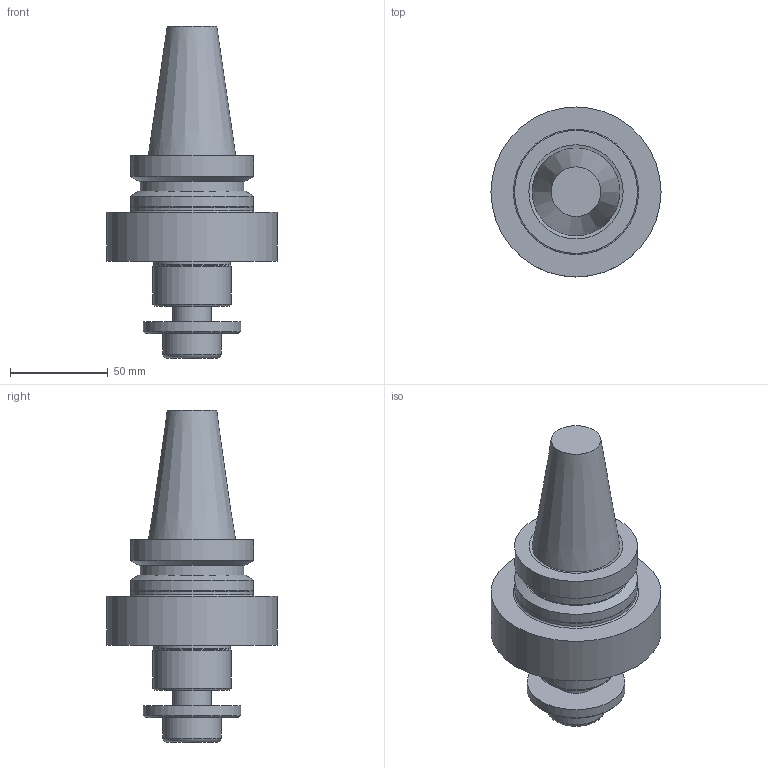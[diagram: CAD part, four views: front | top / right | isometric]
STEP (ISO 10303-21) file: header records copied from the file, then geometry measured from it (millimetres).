
FILE_DESCRIPTION(/* description */ ('3-D model version:1'),/* implementation_level */ '2;1');
FILE_NAME(/* name */ '392.55505C4040055M',/* time_stamp */ '2016-12-02T14:00:24',/* author */ ('InteractiveCad'),/* organization */ ('AB Sandvik Coromant'),/* preprocessor_version */ 'ST-DEVELOPER v11',/* originating_system */ 'SIEMENS UGS NX 6.0',/* authorization */ '');
FILE_SCHEMA(('AUTOMOTIVE_DESIGN'));
Length unit declared in the file: millimetre
Products named in the file (1): 392.55505C4040055M_635397150351409070_1_stp
Bounding box: 87 x 87 x 169.9 mm (x, y, z)
Volume: 349068.5 mm3; surface area: 42048 mm2
Topology: 1 solids, 1 shells, 38 faces, 64 edges, 37 vertices
Faces by surface type: cylinder 12, plane 11, cone 11, torus 4
Full cylindrical faces by diameter (mm): 20 x1, 21 x2, 29.835 x1, 39.292 x1, 39.992 x1, 50 x1, 53 x1, 62.5 x1, 62.977 x2, 87 x1
Entity records: 792 total; most frequent: DIRECTION 158, CARTESIAN_POINT 116, AXIS2_PLACEMENT_3D 79, EDGE_LOOP 74, ORIENTED_EDGE 74, FACE_BOUND 72, ADVANCED_FACE 38, VERTEX_POINT 37
